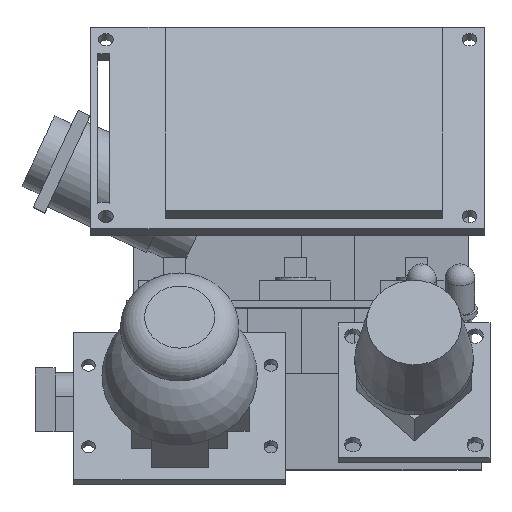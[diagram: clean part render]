
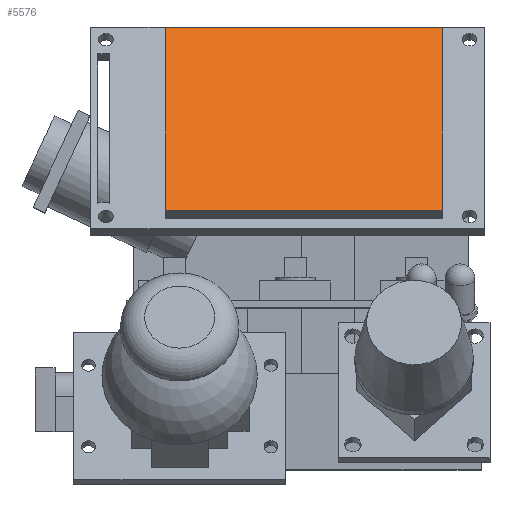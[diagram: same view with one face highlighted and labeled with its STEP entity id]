
A CAD part, top view. The second image highlights one B-rep face of the part: STEP entity #5576.
In plain terms, the highlighted planar face has unit normal (0, 0.552, 0.834).
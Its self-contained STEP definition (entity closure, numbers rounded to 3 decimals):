
#512=FACE_OUTER_BOUND('',#872,.T.);
#872=EDGE_LOOP('',(#4457,#4458,#4459,#4460));
#1449=LINE('',#8686,#2094);
#1450=LINE('',#8688,#2095);
#1451=LINE('',#8690,#2096);
#1452=LINE('',#8691,#2097);
#2094=VECTOR('',#7060,10.);
#2095=VECTOR('',#7061,10.);
#2096=VECTOR('',#7062,10.);
#2097=VECTOR('',#7063,10.);
#2634=VERTEX_POINT('',#8684);
#2635=VERTEX_POINT('',#8685);
#2636=VERTEX_POINT('',#8687);
#2637=VERTEX_POINT('',#8689);
#3278=EDGE_CURVE('',#2634,#2635,#1449,.T.);
#3279=EDGE_CURVE('',#2636,#2634,#1450,.T.);
#3280=EDGE_CURVE('',#2637,#2636,#1451,.T.);
#3281=EDGE_CURVE('',#2635,#2637,#1452,.T.);
#4457=ORIENTED_EDGE('',*,*,#3278,.F.);
#4458=ORIENTED_EDGE('',*,*,#3279,.F.);
#4459=ORIENTED_EDGE('',*,*,#3280,.F.);
#4460=ORIENTED_EDGE('',*,*,#3281,.F.);
#5289=PLANE('',#5996);
#5576=ADVANCED_FACE('',(#512),#5289,.F.);
#5996=AXIS2_PLACEMENT_3D('',#8683,#7058,#7059);
#7058=DIRECTION('center_axis',(0.,-0.552,
-0.834));
#7059=DIRECTION('ref_axis',(-1.,0.,0.));
#7060=DIRECTION('',(1.,0.,0.));
#7061=DIRECTION('',(0.,0.834,-0.552));
#7062=DIRECTION('',(-1.,0.,0.));
#7063=DIRECTION('',(0.,-0.834,0.552));
#8683=CARTESIAN_POINT('Origin',(24.85,82.631,-28.953));
#8684=CARTESIAN_POINT('',(-21.95,82.423,-28.815));
#8685=CARTESIAN_POINT('',(24.85,82.423,-28.815));
#8686=CARTESIAN_POINT('',(13.15,82.423,-28.815));
#8687=CARTESIAN_POINT('',(-21.95,51.577,-8.381));
#8688=CARTESIAN_POINT('',(-21.95,82.631,-28.953));
#8689=CARTESIAN_POINT('',(24.85,51.577,-8.381));
#8690=CARTESIAN_POINT('',(13.15,51.577,-8.381));
#8691=CARTESIAN_POINT('',(24.85,82.631,-28.953));
